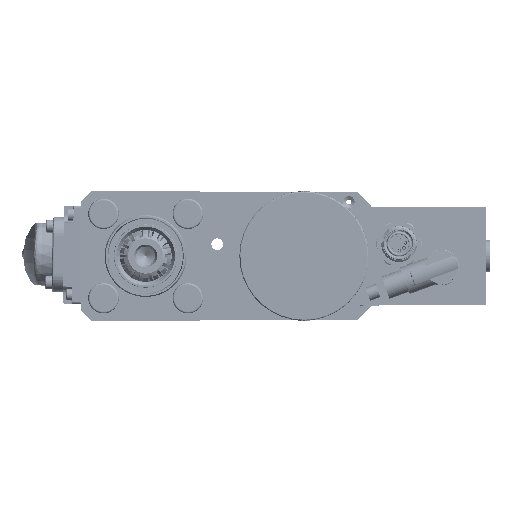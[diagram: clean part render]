
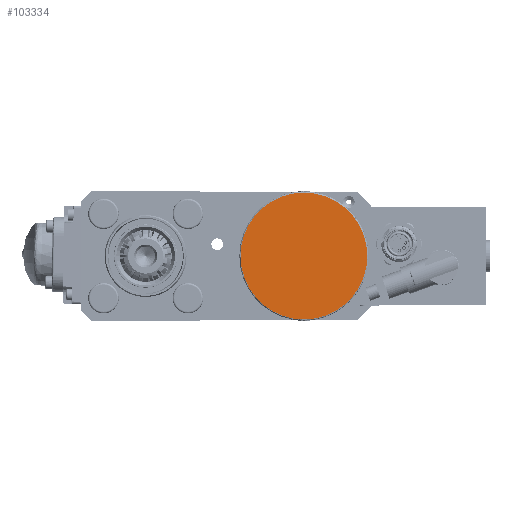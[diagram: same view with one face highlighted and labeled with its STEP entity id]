
A CAD part, left-side view. The second image highlights one B-rep face of the part: STEP entity #103334.
In plain terms, the highlighted planar face has unit normal (-1, 0, 0).
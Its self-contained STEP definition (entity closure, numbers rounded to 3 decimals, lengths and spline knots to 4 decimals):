
#4681=PLANE('',#109146);
#8825=FACE_OUTER_BOUND('',#14315,.T.);
#14315=EDGE_LOOP('',(#71586,#71587));
#20352=CIRCLE('',#109147,2.7);
#20353=CIRCLE('',#109148,2.7);
#44595=VERTEX_POINT('',#150132);
#44596=VERTEX_POINT('',#150133);
#55264=EDGE_CURVE('',#44595,#44596,#20352,.T.);
#55265=EDGE_CURVE('',#44596,#44595,#20353,.T.);
#71586=ORIENTED_EDGE('',*,*,#55264,.F.);
#71587=ORIENTED_EDGE('',*,*,#55265,.F.);
#103334=ADVANCED_FACE('',(#8825),#4681,.T.);
#109146=AXIS2_PLACEMENT_3D('',#150131,#120055,#120056);
#109147=AXIS2_PLACEMENT_3D('',#150134,#120057,#120058);
#109148=AXIS2_PLACEMENT_3D('',#150135,#120059,#120060);
#120055=DIRECTION('center_axis',(-1.,0.,0.));
#120056=DIRECTION('ref_axis',(0.,0.,
1.));
#120057=DIRECTION('center_axis',(1.,0.,0.));
#120058=DIRECTION('ref_axis',(0.,0.,
1.));
#120059=DIRECTION('center_axis',(1.,0.,0.));
#120060=DIRECTION('ref_axis',(0.,0.,
1.));
#150131=CARTESIAN_POINT('Origin',(5.63,-6.74,0.));
#150132=CARTESIAN_POINT('',(5.63,-6.7031,2.6997));
#150133=CARTESIAN_POINT('',(5.63,-6.7769,-2.6997));
#150134=CARTESIAN_POINT('Origin',(5.63,-6.74,0.));
#150135=CARTESIAN_POINT('Origin',(5.63,-6.74,0.));
